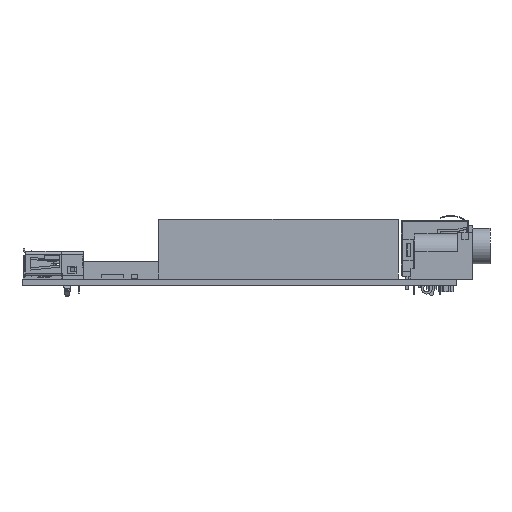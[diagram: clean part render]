
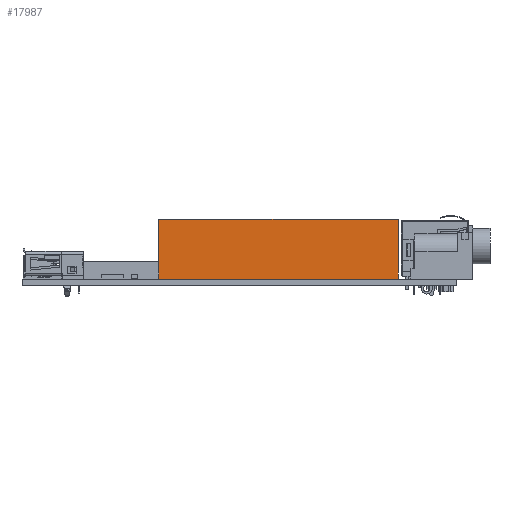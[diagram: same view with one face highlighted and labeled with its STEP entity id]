
A CAD part, left-side view. The second image highlights one B-rep face of the part: STEP entity #17987.
In plain terms, the highlighted planar face has unit normal (-1, 0, 0).
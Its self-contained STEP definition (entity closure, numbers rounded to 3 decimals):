
#17882 = PLANE('',#17883);
#17883 = AXIS2_PLACEMENT_3D('',#17884,#17885,#17886);
#17884 = CARTESIAN_POINT('',(8.999,-27.999,0.));
#17885 = DIRECTION('',(0.,-1.,0.));
#17886 = DIRECTION('',(-1.,0.,0.));
#17907 = VERTEX_POINT('',#17908);
#17908 = CARTESIAN_POINT('',(-8.999,-27.999,14.));
#17922 = PLANE('',#17923);
#17923 = AXIS2_PLACEMENT_3D('',#17924,#17925,#17926);
#17924 = CARTESIAN_POINT('',(8.999,-27.999,14.));
#17925 = DIRECTION('',(0.,0.,1.));
#17926 = DIRECTION('',(1.,0.,0.));
#17934 = EDGE_CURVE('',#17935,#17907,#17937,.T.);
#17935 = VERTEX_POINT('',#17936);
#17936 = CARTESIAN_POINT('',(-8.999,-27.999,0.));
#17937 = SURFACE_CURVE('',#17938,(#17942,#17949),.PCURVE_S1.);
#17938 = LINE('',#17939,#17940);
#17939 = CARTESIAN_POINT('',(-8.999,-27.999,0.));
#17940 = VECTOR('',#17941,1.);
#17941 = DIRECTION('',(0.,0.,1.));
#17942 = PCURVE('',#17882,#17943);
#17943 = DEFINITIONAL_REPRESENTATION('',(#17944),#17948);
#17944 = LINE('',#17945,#17946);
#17945 = CARTESIAN_POINT('',(17.999,0.));
#17946 = VECTOR('',#17947,1.);
#17947 = DIRECTION('',(0.,-1.));
#17948 = ( GEOMETRIC_REPRESENTATION_CONTEXT(2) 
PARAMETRIC_REPRESENTATION_CONTEXT() REPRESENTATION_CONTEXT('2D SPACE',''
  ) );
#17949 = PCURVE('',#17950,#17955);
#17950 = PLANE('',#17951);
#17951 = AXIS2_PLACEMENT_3D('',#17952,#17953,#17954);
#17952 = CARTESIAN_POINT('',(-8.999,-27.999,0.));
#17953 = DIRECTION('',(-1.,0.,0.));
#17954 = DIRECTION('',(0.,1.,0.));
#17955 = DEFINITIONAL_REPRESENTATION('',(#17956),#17960);
#17956 = LINE('',#17957,#17958);
#17957 = CARTESIAN_POINT('',(0.,0.));
#17958 = VECTOR('',#17959,1.);
#17959 = DIRECTION('',(0.,-1.));
#17960 = ( GEOMETRIC_REPRESENTATION_CONTEXT(2) 
PARAMETRIC_REPRESENTATION_CONTEXT() REPRESENTATION_CONTEXT('2D SPACE',''
  ) );
#17976 = PLANE('',#17977);
#17977 = AXIS2_PLACEMENT_3D('',#17978,#17979,#17980);
#17978 = CARTESIAN_POINT('',(8.999,-27.999,0.));
#17979 = DIRECTION('',(0.,0.,1.));
#17980 = DIRECTION('',(1.,0.,0.));
#17987 = ADVANCED_FACE('',(#17988),#17950,.T.);
#17988 = FACE_BOUND('',#17989,.T.);
#17989 = EDGE_LOOP('',(#17990,#17991,#18014,#18042));
#17990 = ORIENTED_EDGE('',*,*,#17934,.T.);
#17991 = ORIENTED_EDGE('',*,*,#17992,.T.);
#17992 = EDGE_CURVE('',#17907,#17993,#17995,.T.);
#17993 = VERTEX_POINT('',#17994);
#17994 = CARTESIAN_POINT('',(-8.999,27.999,14.));
#17995 = SURFACE_CURVE('',#17996,(#18000,#18007),.PCURVE_S1.);
#17996 = LINE('',#17997,#17998);
#17997 = CARTESIAN_POINT('',(-8.999,-27.999,14.));
#17998 = VECTOR('',#17999,1.);
#17999 = DIRECTION('',(0.,1.,0.));
#18000 = PCURVE('',#17950,#18001);
#18001 = DEFINITIONAL_REPRESENTATION('',(#18002),#18006);
#18002 = LINE('',#18003,#18004);
#18003 = CARTESIAN_POINT('',(0.,-14.));
#18004 = VECTOR('',#18005,1.);
#18005 = DIRECTION('',(1.,0.));
#18006 = ( GEOMETRIC_REPRESENTATION_CONTEXT(2) 
PARAMETRIC_REPRESENTATION_CONTEXT() REPRESENTATION_CONTEXT('2D SPACE',''
  ) );
#18007 = PCURVE('',#17922,#18008);
#18008 = DEFINITIONAL_REPRESENTATION('',(#18009),#18013);
#18009 = LINE('',#18010,#18011);
#18010 = CARTESIAN_POINT('',(-17.999,0.));
#18011 = VECTOR('',#18012,1.);
#18012 = DIRECTION('',(0.,1.));
#18013 = ( GEOMETRIC_REPRESENTATION_CONTEXT(2) 
PARAMETRIC_REPRESENTATION_CONTEXT() REPRESENTATION_CONTEXT('2D SPACE',''
  ) );
#18014 = ORIENTED_EDGE('',*,*,#18015,.F.);
#18015 = EDGE_CURVE('',#18016,#17993,#18018,.T.);
#18016 = VERTEX_POINT('',#18017);
#18017 = CARTESIAN_POINT('',(-8.999,27.999,0.));
#18018 = SURFACE_CURVE('',#18019,(#18023,#18030),.PCURVE_S1.);
#18019 = LINE('',#18020,#18021);
#18020 = CARTESIAN_POINT('',(-8.999,27.999,0.));
#18021 = VECTOR('',#18022,1.);
#18022 = DIRECTION('',(0.,0.,1.));
#18023 = PCURVE('',#17950,#18024);
#18024 = DEFINITIONAL_REPRESENTATION('',(#18025),#18029);
#18025 = LINE('',#18026,#18027);
#18026 = CARTESIAN_POINT('',(55.999,0.));
#18027 = VECTOR('',#18028,1.);
#18028 = DIRECTION('',(0.,-1.));
#18029 = ( GEOMETRIC_REPRESENTATION_CONTEXT(2) 
PARAMETRIC_REPRESENTATION_CONTEXT() REPRESENTATION_CONTEXT('2D SPACE',''
  ) );
#18030 = PCURVE('',#18031,#18036);
#18031 = PLANE('',#18032);
#18032 = AXIS2_PLACEMENT_3D('',#18033,#18034,#18035);
#18033 = CARTESIAN_POINT('',(-8.999,27.999,0.));
#18034 = DIRECTION('',(0.,1.,0.));
#18035 = DIRECTION('',(1.,0.,0.));
#18036 = DEFINITIONAL_REPRESENTATION('',(#18037),#18041);
#18037 = LINE('',#18038,#18039);
#18038 = CARTESIAN_POINT('',(0.,0.));
#18039 = VECTOR('',#18040,1.);
#18040 = DIRECTION('',(0.,-1.));
#18041 = ( GEOMETRIC_REPRESENTATION_CONTEXT(2) 
PARAMETRIC_REPRESENTATION_CONTEXT() REPRESENTATION_CONTEXT('2D SPACE',''
  ) );
#18042 = ORIENTED_EDGE('',*,*,#18043,.F.);
#18043 = EDGE_CURVE('',#17935,#18016,#18044,.T.);
#18044 = SURFACE_CURVE('',#18045,(#18049,#18056),.PCURVE_S1.);
#18045 = LINE('',#18046,#18047);
#18046 = CARTESIAN_POINT('',(-8.999,-27.999,0.));
#18047 = VECTOR('',#18048,1.);
#18048 = DIRECTION('',(0.,1.,0.));
#18049 = PCURVE('',#17950,#18050);
#18050 = DEFINITIONAL_REPRESENTATION('',(#18051),#18055);
#18051 = LINE('',#18052,#18053);
#18052 = CARTESIAN_POINT('',(0.,0.));
#18053 = VECTOR('',#18054,1.);
#18054 = DIRECTION('',(1.,0.));
#18055 = ( GEOMETRIC_REPRESENTATION_CONTEXT(2) 
PARAMETRIC_REPRESENTATION_CONTEXT() REPRESENTATION_CONTEXT('2D SPACE',''
  ) );
#18056 = PCURVE('',#17976,#18057);
#18057 = DEFINITIONAL_REPRESENTATION('',(#18058),#18062);
#18058 = LINE('',#18059,#18060);
#18059 = CARTESIAN_POINT('',(-17.999,0.));
#18060 = VECTOR('',#18061,1.);
#18061 = DIRECTION('',(0.,1.));
#18062 = ( GEOMETRIC_REPRESENTATION_CONTEXT(2) 
PARAMETRIC_REPRESENTATION_CONTEXT() REPRESENTATION_CONTEXT('2D SPACE',''
  ) );
